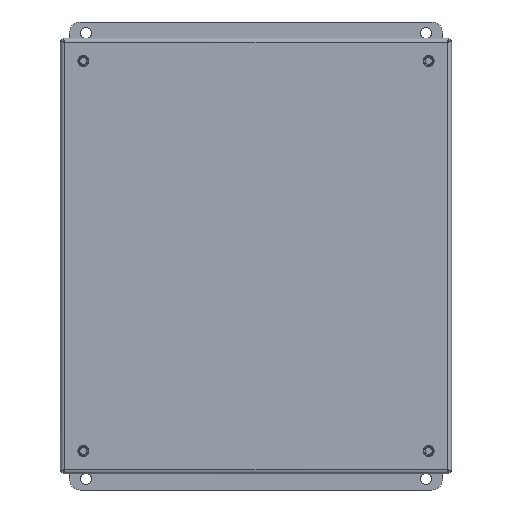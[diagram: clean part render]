
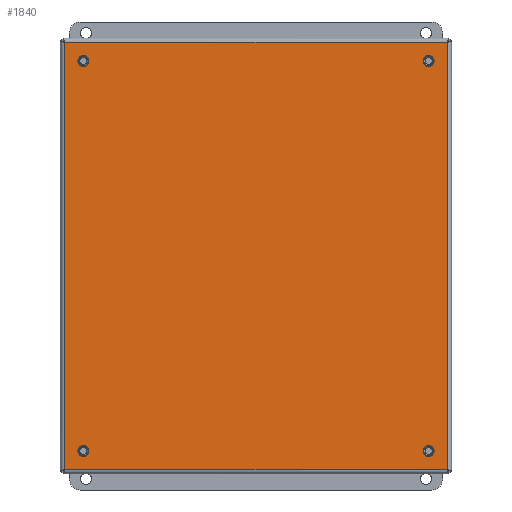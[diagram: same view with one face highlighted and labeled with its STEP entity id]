
A CAD part, front view. The second image highlights one B-rep face of the part: STEP entity #1840.
In plain terms, the highlighted planar face has unit normal (0, -1, 0).
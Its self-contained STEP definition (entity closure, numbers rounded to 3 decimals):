
#1840 = ADVANCED_FACE( '', ( #4632, #4633, #4634, #4635, #4636 ), #4637, .T. );
#4632 = FACE_BOUND( '', #8848, .T. );
#4633 = FACE_BOUND( '', #8849, .T. );
#4634 = FACE_BOUND( '', #8850, .T. );
#4635 = FACE_BOUND( '', #8851, .T. );
#4636 = FACE_OUTER_BOUND( '', #8852, .T. );
#4637 = PLANE( '', #8853 );
#8848 = EDGE_LOOP( '', ( #14695 ) );
#8849 = EDGE_LOOP( '', ( #14696 ) );
#8850 = EDGE_LOOP( '', ( #14697 ) );
#8851 = EDGE_LOOP( '', ( #14698 ) );
#8852 = EDGE_LOOP( '', ( #14699, #14700, #14701, #14702 ) );
#8853 = AXIS2_PLACEMENT_3D( '', #14703, #14704, #14705 );
#14695 = ORIENTED_EDGE( '', *, *, #28421, .T. );
#14696 = ORIENTED_EDGE( '', *, *, #28422, .T. );
#14697 = ORIENTED_EDGE( '', *, *, #28423, .T. );
#14698 = ORIENTED_EDGE( '', *, *, #28424, .T. );
#14699 = ORIENTED_EDGE( '', *, *, #28425, .T. );
#14700 = ORIENTED_EDGE( '', *, *, #28426, .F. );
#14701 = ORIENTED_EDGE( '', *, *, #28427, .T. );
#14702 = ORIENTED_EDGE( '', *, *, #27980, .T. );
#14703 = CARTESIAN_POINT( '', ( 0., 0., 0. ) );
#14704 = DIRECTION( '', ( 0., -1., 0. ) );
#14705 = DIRECTION( '', ( 0., 0., -1. ) );
#27980 = EDGE_CURVE( '', #32324, #32382, #32384, .T. );
#28421 = EDGE_CURVE( '', #33142, #33142, #33143, .T. );
#28422 = EDGE_CURVE( '', #33144, #33144, #33145, .T. );
#28423 = EDGE_CURVE( '', #33146, #33146, #33147, .T. );
#28424 = EDGE_CURVE( '', #33148, #33148, #33149, .T. );
#28425 = EDGE_CURVE( '', #32382, #31850, #33150, .T. );
#28426 = EDGE_CURVE( '', #33151, #31850, #33152, .T. );
#28427 = EDGE_CURVE( '', #33151, #32324, #33153, .T. );
#31850 = VERTEX_POINT( '', #38017 );
#32324 = VERTEX_POINT( '', #39122 );
#32382 = VERTEX_POINT( '', #39331 );
#32384 = LINE( '', #39342, #39343 );
#33142 = VERTEX_POINT( '', #41678 );
#33143 = CIRCLE( '', #41679, 3.175 );
#33144 = VERTEX_POINT( '', #41680 );
#33145 = CIRCLE( '', #41681, 3.175 );
#33146 = VERTEX_POINT( '', #41682 );
#33147 = CIRCLE( '', #41683, 3.175 );
#33148 = VERTEX_POINT( '', #41684 );
#33149 = CIRCLE( '', #41685, 3.175 );
#33150 = LINE( '', #41686, #41687 );
#33151 = VERTEX_POINT( '', #41688 );
#33152 = LINE( '', #41689, #41690 );
#33153 = LINE( '', #41691, #41692 );
#38017 = CARTESIAN_POINT( '', ( 109.106, 0., -121.806 ) );
#39122 = CARTESIAN_POINT( '', ( -109.106, 0., 121.806 ) );
#39331 = CARTESIAN_POINT( '', ( -109.106, 0., -121.806 ) );
#39342 = CARTESIAN_POINT( '', ( -109.106, 0., -124.143 ) );
#39343 = VECTOR( '', #56032, 1000. );
#41678 = CARTESIAN_POINT( '', ( 101.6, 0., 111.125 ) );
#41679 = AXIS2_PLACEMENT_3D( '', #56227, #56228, #56229 );
#41680 = CARTESIAN_POINT( '', ( 101.6, 0., -111.125 ) );
#41681 = AXIS2_PLACEMENT_3D( '', #56230, #56231, #56232 );
#41682 = CARTESIAN_POINT( '', ( -95.25, 0., 111.125 ) );
#41683 = AXIS2_PLACEMENT_3D( '', #56233, #56234, #56235 );
#41684 = CARTESIAN_POINT( '', ( -95.25, 0., -111.125 ) );
#41685 = AXIS2_PLACEMENT_3D( '', #56236, #56237, #56238 );
#41686 = CARTESIAN_POINT( '', ( 109.106, 0., -121.806 ) );
#41687 = VECTOR( '', #56239, 1000. );
#41688 = CARTESIAN_POINT( '', ( 109.106, 0., 121.806 ) );
#41689 = CARTESIAN_POINT( '', ( 109.106, 0., 121.806 ) );
#41690 = VECTOR( '', #56240, 1000. );
#41691 = CARTESIAN_POINT( '', ( -111.443, 0., 121.806 ) );
#41692 = VECTOR( '', #56241, 1000. );
#56032 = DIRECTION( '', ( 0., 0., -1. ) );
#56227 = CARTESIAN_POINT( '', ( 98.425, 0., 111.125 ) );
#56228 = DIRECTION( '', ( 0., 1., 0. ) );
#56229 = DIRECTION( '', ( 1., 0., 0. ) );
#56230 = CARTESIAN_POINT( '', ( 98.425, 0., -111.125 ) );
#56231 = DIRECTION( '', ( 0., 1., 0. ) );
#56232 = DIRECTION( '', ( 1., 0., 0. ) );
#56233 = CARTESIAN_POINT( '', ( -98.425, 0., 111.125 ) );
#56234 = DIRECTION( '', ( 0., 1., 0. ) );
#56235 = DIRECTION( '', ( 1., 0., 0. ) );
#56236 = CARTESIAN_POINT( '', ( -98.425, 0., -111.125 ) );
#56237 = DIRECTION( '', ( 0., 1., 0. ) );
#56238 = DIRECTION( '', ( 1., 0., 0. ) );
#56239 = DIRECTION( '', ( 1., 0., 0. ) );
#56240 = DIRECTION( '', ( 0., 0., -1. ) );
#56241 = DIRECTION( '', ( -1., 0., 0. ) );
